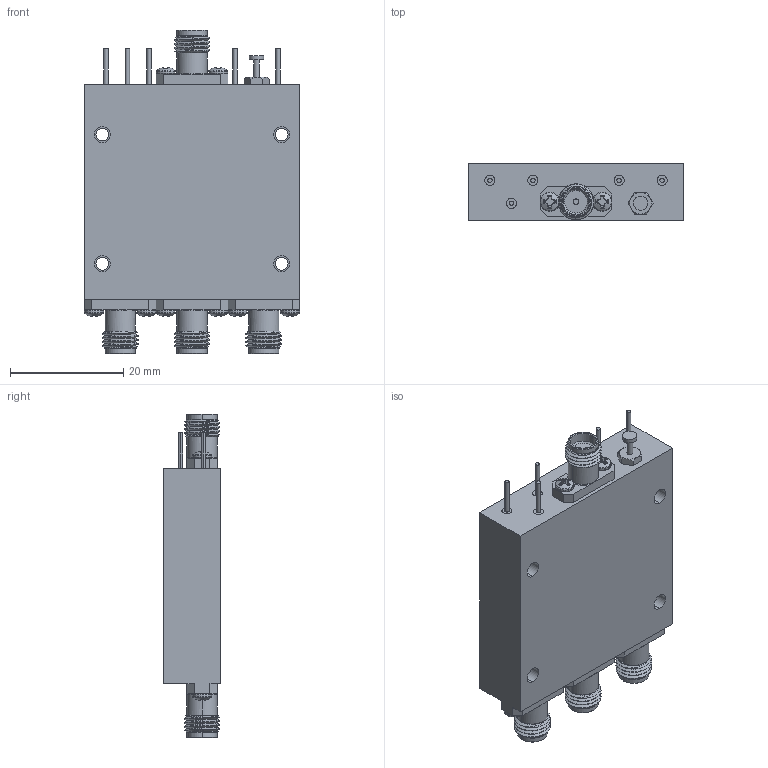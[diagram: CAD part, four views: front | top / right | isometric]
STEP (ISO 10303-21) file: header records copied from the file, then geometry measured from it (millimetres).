
FILE_DESCRIPTION (( 'STEP AP214' ), '1' );
FILE_NAME ('FMSW6248_3D.step', '2023-08-25T19:22:43', ( '' ), ( '' ), 'SwSTEP 2.0', 'SolidWorks 2022', '' );
FILE_SCHEMA (( 'AUTOMOTIVE_DESIGN' ));
Length unit declared in the file: inch
Products named in the file (1): FMSW6248_3D
Bounding box: 38.1 x 10.16 x 57.25 mm (x, y, z)
Volume: 15613.6 mm3; surface area: 6506 mm2
Topology: 1 solids, 17 shells, 2198 faces, 5845 edges, 3871 vertices
Faces by surface type: plane 1165, bspline 586, cylinder 344, cone 103
Entity records: 109371 total; most frequent: CARTESIAN_POINT 59970, ORIENTED_EDGE 11658, DIRECTION 7760, EDGE_CURVE 5829, VERTEX_POINT 3871, LINE 3508, VECTOR 3508, EDGE_LOOP 2420
